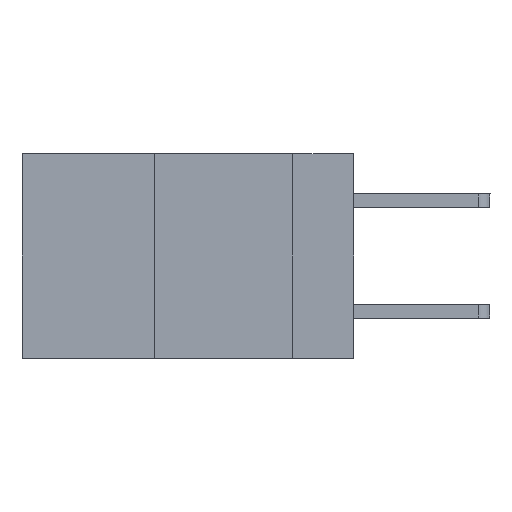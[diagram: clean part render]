
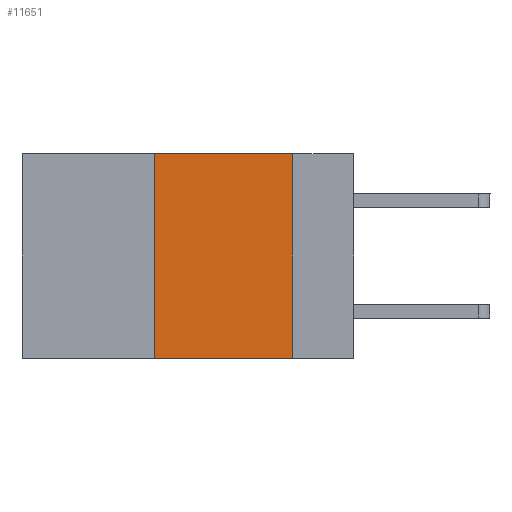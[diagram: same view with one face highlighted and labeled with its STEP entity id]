
A CAD part, left-side view. The second image highlights one B-rep face of the part: STEP entity #11651.
In plain terms, the highlighted planar face has unit normal (-1, 0, 0).
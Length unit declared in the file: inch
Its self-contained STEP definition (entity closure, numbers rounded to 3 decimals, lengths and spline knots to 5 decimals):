
#44 = CARTESIAN_POINT ( 'NONE',  ( 0., 0.36, 0. ) ) ;
#150 = CARTESIAN_POINT ( 'NONE',  ( 0., 0.36, 0. ) ) ;
#589 = EDGE_CURVE ( 'NONE', #12687, #5685, #10623, .T. ) ;
#717 = CARTESIAN_POINT ( 'NONE',  ( 0., 0.11, 0. ) ) ;
#874 = AXIS2_PLACEMENT_3D ( 'NONE', #9440, #8358, #2508 ) ;
#876 = ORIENTED_EDGE ( 'NONE', *, *, #6691, .F. ) ;
#1461 = CARTESIAN_POINT ( 'NONE',  ( 0., 0.36, -0.37 ) ) ;
#2025 = VERTEX_POINT ( 'NONE', #44 ) ;
#2456 = DIRECTION ( 'NONE',  ( 0., -1., 0. ) ) ;
#2508 = DIRECTION ( 'NONE',  ( 0., 0., -1. ) ) ;
#2609 = CARTESIAN_POINT ( 'NONE',  ( 0., 0.6, -0.37 ) ) ;
#3142 = VECTOR ( 'NONE', #13909, 39.37008 ) ;
#3489 = VECTOR ( 'NONE', #4864, 39.37008 ) ;
#3514 = LINE ( 'NONE', #7043, #3142 ) ;
#3715 = EDGE_LOOP ( 'NONE', ( #7725, #876, #8497, #10814 ) ) ;
#3911 = CARTESIAN_POINT ( 'NONE',  ( 0., 0.11, -0.37 ) ) ;
#4864 = DIRECTION ( 'NONE',  ( 0., 0., 1. ) ) ;
#5685 = VERTEX_POINT ( 'NONE', #3911 ) ;
#6477 = VECTOR ( 'NONE', #14836, 39.37008 ) ;
#6691 = EDGE_CURVE ( 'NONE', #2025, #9276, #3514, .T. ) ;
#7043 = CARTESIAN_POINT ( 'NONE',  ( 0., 0.6, 0. ) ) ;
#7048 = FACE_OUTER_BOUND ( 'NONE', #3715, .T. ) ;
#7050 = VECTOR ( 'NONE', #2456, 39.37008 ) ;
#7725 = ORIENTED_EDGE ( 'NONE', *, *, #14564, .F. ) ;
#8212 = CARTESIAN_POINT ( 'NONE',  ( 0., 0.11, 0. ) ) ;
#8358 = DIRECTION ( 'NONE',  ( 1., 0., 0. ) ) ;
#8497 = ORIENTED_EDGE ( 'NONE', *, *, #12499, .F. ) ;
#9276 = VERTEX_POINT ( 'NONE', #8212 ) ;
#9440 = CARTESIAN_POINT ( 'NONE',  ( 0., 0.6, 0. ) ) ;
#10623 = LINE ( 'NONE', #2609, #7050 ) ;
#10814 = ORIENTED_EDGE ( 'NONE', *, *, #589, .T. ) ;
#11651 = ADVANCED_FACE ( 'NONE', ( #7048 ), #11771, .F. ) ;
#11771 = PLANE ( 'NONE',  #874 ) ;
#12447 = LINE ( 'NONE', #717, #6477 ) ;
#12499 = EDGE_CURVE ( 'NONE', #12687, #2025, #14188, .T. ) ;
#12687 = VERTEX_POINT ( 'NONE', #1461 ) ;
#13909 = DIRECTION ( 'NONE',  ( 0., -1., 0. ) ) ;
#14188 = LINE ( 'NONE', #150, #3489 ) ;
#14564 = EDGE_CURVE ( 'NONE', #9276, #5685, #12447, .T. ) ;
#14836 = DIRECTION ( 'NONE',  ( 0., 0., -1. ) ) ;
